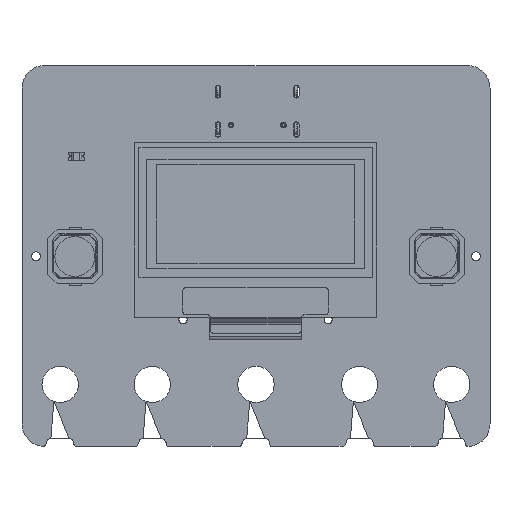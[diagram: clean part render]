
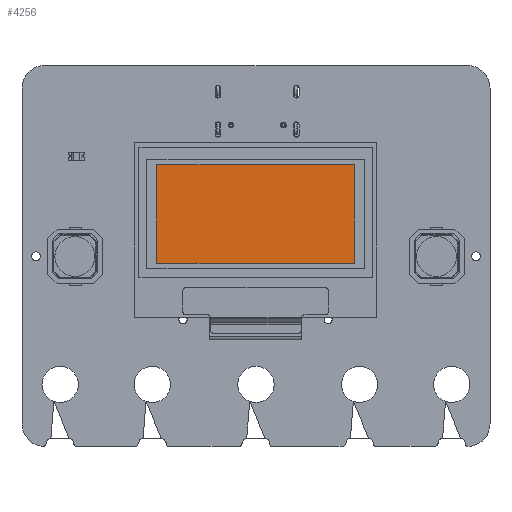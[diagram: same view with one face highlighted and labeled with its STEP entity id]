
A CAD part, top view. The second image highlights one B-rep face of the part: STEP entity #4256.
In plain terms, the highlighted face is planar.
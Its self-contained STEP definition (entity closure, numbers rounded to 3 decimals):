
#4216 = EDGE_CURVE('',#4217,#4219,#4221,.T.);
#4217 = VERTEX_POINT('',#4218);
#4218 = CARTESIAN_POINT('',(2.481,1.26,2.441));
#4219 = VERTEX_POINT('',#4220);
#4220 = CARTESIAN_POINT('',(24.219,1.26,2.441));
#4221 = B_SPLINE_CURVE_WITH_KNOTS('',3,(#4222,#4223,#4224,#4225),
  .UNSPECIFIED.,.F.,.F.,(4,4),(0.,1.),.PIECEWISE_BEZIER_KNOTS.);
#4222 = CARTESIAN_POINT('',(2.481,1.26,2.441));
#4223 = CARTESIAN_POINT('',(9.727,1.26,2.441));
#4224 = CARTESIAN_POINT('',(16.973,1.26,2.441));
#4225 = CARTESIAN_POINT('',(24.219,1.26,2.441));
#4227 = EDGE_CURVE('',#4219,#4228,#4230,.T.);
#4228 = VERTEX_POINT('',#4229);
#4229 = CARTESIAN_POINT('',(24.219,1.26,13.299));
#4230 = B_SPLINE_CURVE_WITH_KNOTS('',3,(#4231,#4232,#4233,#4234),
  .UNSPECIFIED.,.F.,.F.,(4,4),(0.,1.),.PIECEWISE_BEZIER_KNOTS.);
#4231 = CARTESIAN_POINT('',(24.219,1.26,2.441));
#4232 = CARTESIAN_POINT('',(24.219,1.26,6.06));
#4233 = CARTESIAN_POINT('',(24.219,1.26,9.68));
#4234 = CARTESIAN_POINT('',(24.219,1.26,13.299));
#4236 = EDGE_CURVE('',#4228,#4237,#4239,.T.);
#4237 = VERTEX_POINT('',#4238);
#4238 = CARTESIAN_POINT('',(2.481,1.26,13.299));
#4239 = B_SPLINE_CURVE_WITH_KNOTS('',3,(#4240,#4241,#4242,#4243),
  .UNSPECIFIED.,.F.,.F.,(4,4),(0.,1.),.PIECEWISE_BEZIER_KNOTS.);
#4240 = CARTESIAN_POINT('',(24.219,1.26,13.299));
#4241 = CARTESIAN_POINT('',(16.973,1.26,13.299));
#4242 = CARTESIAN_POINT('',(9.727,1.26,13.299));
#4243 = CARTESIAN_POINT('',(2.481,1.26,13.299));
#4245 = EDGE_CURVE('',#4237,#4217,#4246,.T.);
#4246 = B_SPLINE_CURVE_WITH_KNOTS('',3,(#4247,#4248,#4249,#4250),
  .UNSPECIFIED.,.F.,.F.,(4,4),(0.,1.),.PIECEWISE_BEZIER_KNOTS.);
#4247 = CARTESIAN_POINT('',(2.481,1.26,13.299));
#4248 = CARTESIAN_POINT('',(2.481,1.26,9.68));
#4249 = CARTESIAN_POINT('',(2.481,1.26,6.06));
#4250 = CARTESIAN_POINT('',(2.481,1.26,2.441));
#4256 = ADVANCED_FACE('',(#4257),#4263,.T.);
#4257 = FACE_BOUND('',#4258,.T.);
#4258 = EDGE_LOOP('',(#4259,#4260,#4261,#4262));
#4259 = ORIENTED_EDGE('',*,*,#4216,.F.);
#4260 = ORIENTED_EDGE('',*,*,#4245,.F.);
#4261 = ORIENTED_EDGE('',*,*,#4236,.F.);
#4262 = ORIENTED_EDGE('',*,*,#4227,.F.);
#4263 = PLANE('',#4264);
#4264 = AXIS2_PLACEMENT_3D('',#4265,#4266,#4267);
#4265 = CARTESIAN_POINT('',(13.35,1.26,7.87));
#4266 = DIRECTION('',(0.,1.,0.));
#4267 = DIRECTION('',(0.,-0.,1.));
